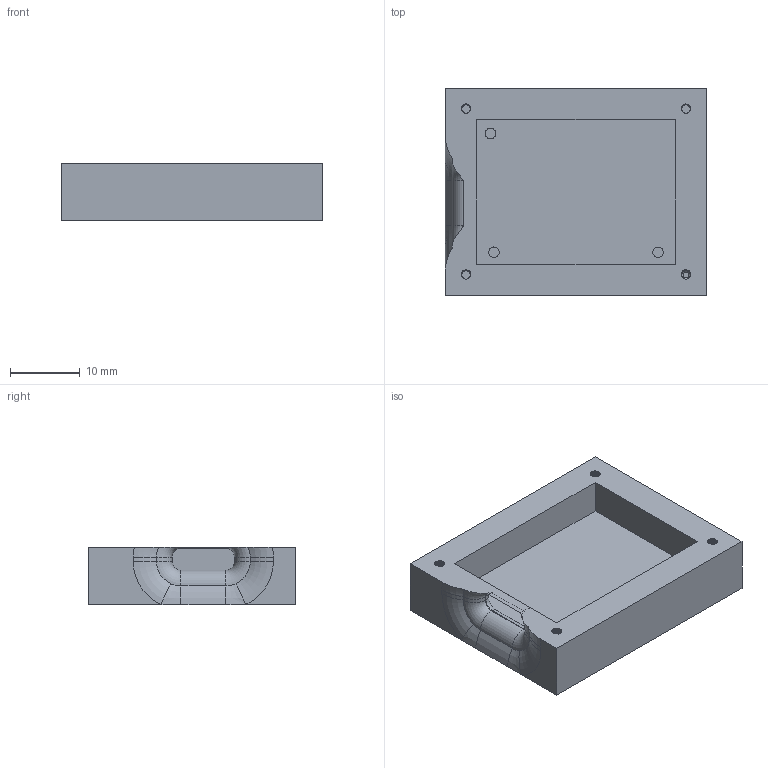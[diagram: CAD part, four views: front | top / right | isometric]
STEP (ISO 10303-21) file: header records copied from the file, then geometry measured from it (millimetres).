
FILE_DESCRIPTION(/* description */ (''),/* implementation_level */ '2;1');
FILE_NAME(/* name */ 'bottom.step',/* time_stamp */ '2025-06-11T22:29:37-04:00',/* author */ (''),/* organization */ (''),/* preprocessor_version */ 'ST-DEVELOPER v20.1',/* originating_system */ 'Autodesk Translation Framework v14.10.0.0',/* authorisation */ '');
FILE_SCHEMA (('AUTOMOTIVE_DESIGN { 1 0 10303 214 3 1 1 }'));
Length unit declared in the file: millimetre
Products named in the file (2): Enclosure; Bottom
Assembly tree (1 placements, depth 2):
  Enclosure
    Bottom
Bounding box: 37.5 x 29.76 x 8.2 mm (x, y, z)
Volume: 5938.3 mm3; surface area: 3971.5 mm2
Topology: 1 solids, 1 shells, 244 faces, 683 edges, 448 vertices
Faces by surface type: cylinder 195, plane 24, bspline 12, torus 12, cone 1
Full cylindrical faces by diameter (mm): 1.221 x41, 1.454 x50, 1.5 x3
Entity records: 17656 total; most frequent: CARTESIAN_POINT 12045, ORIENTED_EDGE 1366, DIRECTION 840, EDGE_CURVE 683, VERTEX_POINT 448, B_SPLINE_CURVE_WITH_KNOTS 384, AXIS2_PLACEMENT_3D 306, EDGE_LOOP 253
